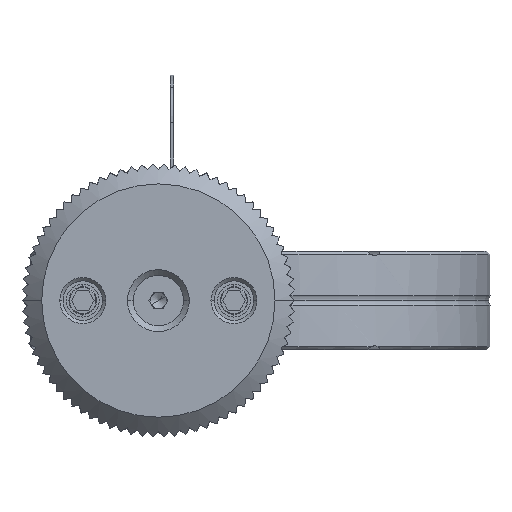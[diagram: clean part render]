
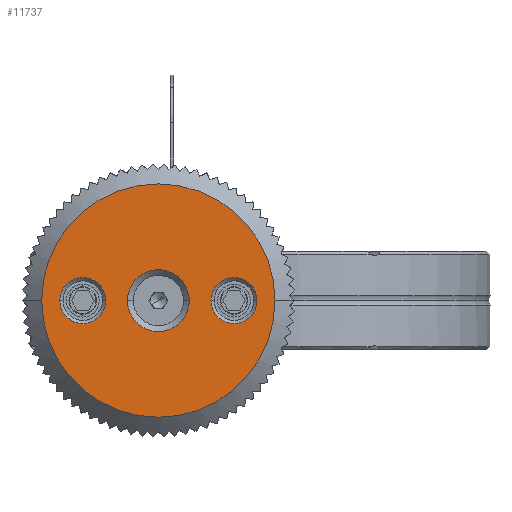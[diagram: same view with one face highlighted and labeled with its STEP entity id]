
A CAD part, left-side view. The second image highlights one B-rep face of the part: STEP entity #11737.
In plain terms, the highlighted planar face has unit normal (-1, 0, 0).
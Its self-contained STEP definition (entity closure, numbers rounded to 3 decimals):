
#44 = CIRCLE ( 'NONE', #23722, 17.75 ) ;
#96 = AXIS2_PLACEMENT_3D ( 'NONE', #36095, #7357, #40914 ) ;
#865 = CIRCLE ( 'NONE', #61427, 3.5 ) ;
#1688 = DIRECTION ( 'NONE',  ( 0., 1., 0. ) ) ;
#2337 = VERTEX_POINT ( 'NONE', #14460 ) ;
#2893 = VERTEX_POINT ( 'NONE', #20501 ) ;
#3226 = VERTEX_POINT ( 'NONE', #31368 ) ;
#3481 = CIRCLE ( 'NONE', #32072, 3.5 ) ;
#5473 = EDGE_CURVE ( 'NONE', #57550, #2337, #3481, .T. ) ;
#5532 = DIRECTION ( 'NONE',  ( -1., 0., 0. ) ) ;
#6724 = DIRECTION ( 'NONE',  ( -1., 0., 0. ) ) ;
#7357 = DIRECTION ( 'NONE',  ( 1., 0., 0. ) ) ;
#7831 = ORIENTED_EDGE ( 'NONE', *, *, #5473, .T. ) ;
#11177 = DIRECTION ( 'NONE',  ( -1., 0., 0. ) ) ;
#11709 = CARTESIAN_POINT ( 'NONE',  ( -150.5, 20.2, 7.5 ) ) ;
#11737 = ADVANCED_FACE ( 'NONE', ( #24361, #37144, #49918, #46172 ), #27528, .F. ) ;
#12185 = CIRCLE ( 'NONE', #47786, 3.5 ) ;
#12992 = DIRECTION ( 'NONE',  ( -1., 0., 0. ) ) ;
#13682 = CARTESIAN_POINT ( 'NONE',  ( -150.5, 4., 7.5 ) ) ;
#14460 = CARTESIAN_POINT ( 'NONE',  ( -150.5, 0.5, 7.5 ) ) ;
#16409 = ORIENTED_EDGE ( 'NONE', *, *, #29119, .T. ) ;
#18102 = ORIENTED_EDGE ( 'NONE', *, *, #52391, .T. ) ;
#18508 = DIRECTION ( 'NONE',  ( 0., 1., 0. ) ) ;
#19504 = VERTEX_POINT ( 'NONE', #57428 ) ;
#19914 = ORIENTED_EDGE ( 'NONE', *, *, #52334, .T. ) ;
#20501 = CARTESIAN_POINT ( 'NONE',  ( -150.5, 33.25, 7.5 ) ) ;
#22203 = AXIS2_PLACEMENT_3D ( 'NONE', #41699, #12992, #46517 ) ;
#22443 = EDGE_LOOP ( 'NONE', ( #18102, #7831 ) ) ;
#22897 = DIRECTION ( 'NONE',  ( 1., 0., 0. ) ) ;
#23200 = VERTEX_POINT ( 'NONE', #27638 ) ;
#23722 = AXIS2_PLACEMENT_3D ( 'NONE', #35456, #6724, #40284 ) ;
#24361 = FACE_BOUND ( 'NONE', #54646, .T. ) ;
#24592 = ORIENTED_EDGE ( 'NONE', *, *, #51688, .T. ) ;
#25066 = CARTESIAN_POINT ( 'NONE',  ( -150.5, 27., 7.5 ) ) ;
#25366 = CARTESIAN_POINT ( 'NONE',  ( -150.5, 10.8, 7.5 ) ) ;
#25755 = VERTEX_POINT ( 'NONE', #11709 ) ;
#25847 = AXIS2_PLACEMENT_3D ( 'NONE', #51672, #22897, #56503 ) ;
#25891 = AXIS2_PLACEMENT_3D ( 'NONE', #34262, #5532, #39109 ) ;
#27528 = PLANE ( 'NONE',  #25847 ) ;
#27638 = CARTESIAN_POINT ( 'NONE',  ( -150.5, 30.5, 7.5 ) ) ;
#29119 = EDGE_CURVE ( 'NONE', #3226, #2893, #60960, .T. ) ;
#29882 = DIRECTION ( 'NONE',  ( 0., 1., 0. ) ) ;
#30386 = DIRECTION ( 'NONE',  ( 1., 0., 0. ) ) ;
#30650 = CARTESIAN_POINT ( 'NONE',  ( -150.5, 7.5, 7.5 ) ) ;
#31368 = CARTESIAN_POINT ( 'NONE',  ( -150.5, -2.25, 7.5 ) ) ;
#32072 = AXIS2_PLACEMENT_3D ( 'NONE', #13682, #47212, #18508 ) ;
#34262 = CARTESIAN_POINT ( 'NONE',  ( -150.5, 15.5, 7.5 ) ) ;
#35456 = CARTESIAN_POINT ( 'NONE',  ( -150.5, 15.5, 7.5 ) ) ;
#36095 = CARTESIAN_POINT ( 'NONE',  ( -150.5, 4., 7.5 ) ) ;
#36325 = AXIS2_PLACEMENT_3D ( 'NONE', #39909, #11177, #44742 ) ;
#37144 = FACE_BOUND ( 'NONE', #22443, .T. ) ;
#37445 = CIRCLE ( 'NONE', #36325, 4.7 ) ;
#37841 = EDGE_LOOP ( 'NONE', ( #56210, #45028 ) ) ;
#38659 = ORIENTED_EDGE ( 'NONE', *, *, #59217, .T. ) ;
#39029 = CIRCLE ( 'NONE', #96, 3.5 ) ;
#39109 = DIRECTION ( 'NONE',  ( 0., 1., 0. ) ) ;
#39909 = CARTESIAN_POINT ( 'NONE',  ( -150.5, 15.5, 7.5 ) ) ;
#40284 = DIRECTION ( 'NONE',  ( 0., 1., 0. ) ) ;
#40914 = DIRECTION ( 'NONE',  ( 0., 1., 0. ) ) ;
#41392 = EDGE_LOOP ( 'NONE', ( #19914, #16409 ) ) ;
#41699 = CARTESIAN_POINT ( 'NONE',  ( -150.5, 15.5, 7.5 ) ) ;
#44322 = VERTEX_POINT ( 'NONE', #25366 ) ;
#44742 = DIRECTION ( 'NONE',  ( 0., -1., 0. ) ) ;
#45028 = ORIENTED_EDGE ( 'NONE', *, *, #45279, .F. ) ;
#45279 = EDGE_CURVE ( 'NONE', #25755, #44322, #37445, .T. ) ;
#46172 = FACE_BOUND ( 'NONE', #37841, .T. ) ;
#46517 = DIRECTION ( 'NONE',  ( 0., -1., 0. ) ) ;
#47212 = DIRECTION ( 'NONE',  ( 1., 0., 0. ) ) ;
#47786 = AXIS2_PLACEMENT_3D ( 'NONE', #25066, #58616, #29882 ) ;
#49918 = FACE_OUTER_BOUND ( 'NONE', #41392, .T. ) ;
#51672 = CARTESIAN_POINT ( 'NONE',  ( -150.5, 15.5, 7.5 ) ) ;
#51688 = EDGE_CURVE ( 'NONE', #19504, #23200, #12185, .T. ) ;
#52334 = EDGE_CURVE ( 'NONE', #2893, #3226, #44, .T. ) ;
#52391 = EDGE_CURVE ( 'NONE', #2337, #57550, #39029, .T. ) ;
#54646 = EDGE_LOOP ( 'NONE', ( #24592, #38659 ) ) ;
#56210 = ORIENTED_EDGE ( 'NONE', *, *, #60889, .F. ) ;
#56503 = DIRECTION ( 'NONE',  ( 0., 1., 0. ) ) ;
#57428 = CARTESIAN_POINT ( 'NONE',  ( -150.5, 23.5, 7.5 ) ) ;
#57550 = VERTEX_POINT ( 'NONE', #30650 ) ;
#58616 = DIRECTION ( 'NONE',  ( 1., 0., 0. ) ) ;
#59110 = CARTESIAN_POINT ( 'NONE',  ( -150.5, 27., 7.5 ) ) ;
#59217 = EDGE_CURVE ( 'NONE', #23200, #19504, #865, .T. ) ;
#60262 = CIRCLE ( 'NONE', #22203, 4.7 ) ;
#60889 = EDGE_CURVE ( 'NONE', #44322, #25755, #60262, .T. ) ;
#60960 = CIRCLE ( 'NONE', #25891, 17.75 ) ;
#61427 = AXIS2_PLACEMENT_3D ( 'NONE', #59110, #30386, #1688 ) ;
